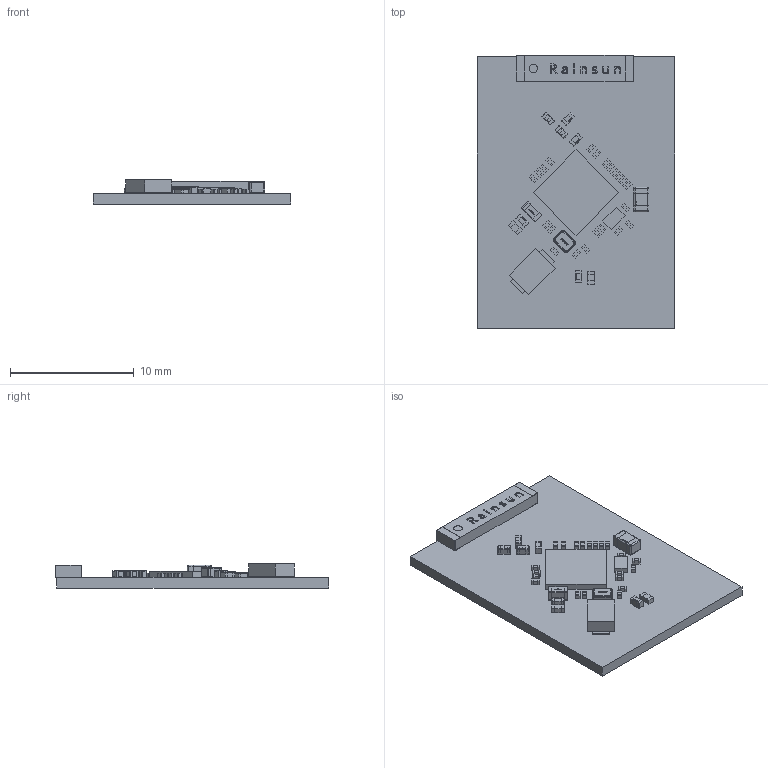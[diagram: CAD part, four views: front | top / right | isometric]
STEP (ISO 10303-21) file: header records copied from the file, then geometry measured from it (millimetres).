
FILE_DESCRIPTION(('Open CASCADE Model'),'2;1');
FILE_NAME('Open CASCADE Shape Model','2024-02-01T14:44:15',('Author'),( 'Open CASCADE'),'Open CASCADE STEP processor 7.5','Open CASCADE 7.5' ,'Unknown');
FILE_SCHEMA(('AUTOMOTIVE_DESIGN { 1 0 10303 214 1 1 1 1 }'));
Length unit declared in the file: millimetre
Products named in the file (81): PCB; Board; Open CASCADE STEP translator 7.5 2.1.1; C5; Cap_Samsung_CL05A105MP5NNNC_eec; body; terminals; logo; C1; 6534382720; Extruded; 6534384560; S1; 6372659712; Body; Pins; A1; 3sAp-L1; ANT-SMD_L9.5-W2.1; C42; 6534384800; L3; Ind_Murata_LQG15HN39NJ02D_eec; 1; 2; Murata Logo 3; 3; L4; C4; C6; C24; C7; C8; R4; 6534380960; 6534380800; C20; C13; C26; C12 ...
Assembly tree (149 placements, depth 4):
  PCB
    Board
      Open CASCADE STEP translator 7.5 2.1.1
    C5
      Cap_Samsung_CL05A105MP5NNNC_eec
        body
        terminals
        logo
    C1
      6534382720  x2
        Extruded
      6534384560
        Extruded
    S1
      6372659712
        Body
        Pins
    A1
      3sAp-L1
        ANT-SMD_L9.5-W2.1
    C42
      6534384800  x2
        Extruded
      6534384560
        Extruded
    L3
      Ind_Murata_LQG15HN39NJ02D_eec
        1
        2
        Murata Logo 3
        3
    L4
      Ind_Murata_LQG15HN39NJ02D_eec
        1
        2
        Murata Logo 3
        3
    C4
      Cap_Samsung_CL05A105MP5NNNC_eec
        body
        terminals
        logo
    C6
      Cap_Samsung_CL05A105MP5NNNC_eec
        body
        terminals
        logo
    C24
      6534382720  x2
        Extruded
      6534384560
        Extruded
    C7
      6534384560
        Extruded
      6534382720  x2
        Extruded
    C8
      6534384800  x2
        Extruded
Bounding box: 16 x 22.1 x 1.96 mm (x, y, z)
Volume: 348.5 mm3; surface area: 1013.9 mm2
Topology: 138 solids, 138 shells, 2277 faces, 5753 edges, 3766 vertices
Faces by surface type: plane 1404, cylinder 518, bspline 291, sphere 64
Full cylindrical faces by diameter (mm): 0.685 x1
Entity records: 43850 total; most frequent: CARTESIAN_POINT 10933, ORIENTED_EDGE 6108, DIRECTION 5932, EDGE_CURVE 3054, LINE 2102, VECTOR 2102, VERTEX_POINT 2004, AXIS2_PLACEMENT_3D 1915
